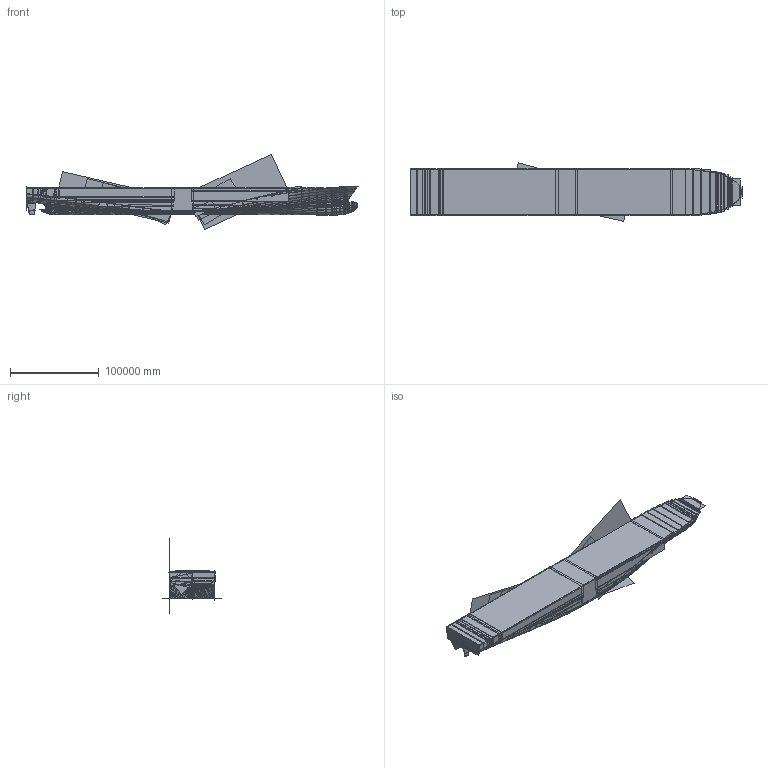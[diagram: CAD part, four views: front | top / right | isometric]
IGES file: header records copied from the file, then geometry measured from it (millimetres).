
Start section:  PTC IGES file: DTC_und_TSR.igs
Global section: file name: DTC_und_TSR.igs; native system: Pro/ENGINEER by Parametric Technology Corporation; preprocessor: 2009090; author: User; organization: Unknown; date: 20100819.203408; units: millimetre
Bounding box: 374115.2 x 65889.11 x 84915.91 mm (x, y, z)
Surface area: 417067284986.4 mm2 (no closed solid volume)
Topology: 0 solids, 0 shells, 2734 faces, 35969 edges, 44746 vertices
Faces by surface type: bspline 2576, extrusion 84, revolution 74
